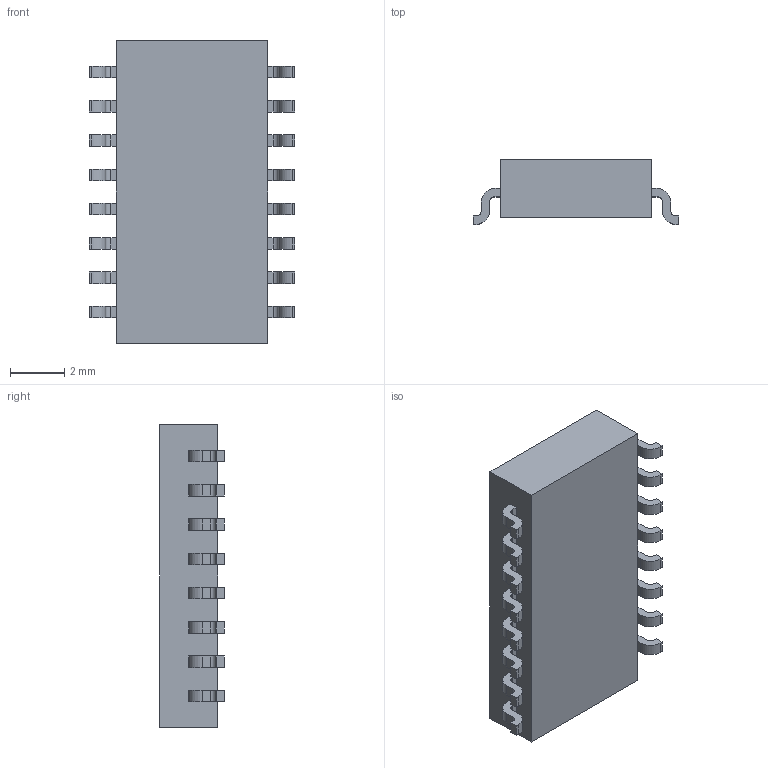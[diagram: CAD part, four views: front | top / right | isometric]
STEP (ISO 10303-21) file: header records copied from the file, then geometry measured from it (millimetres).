
FILE_DESCRIPTION (( 'STEP AP214' ), '1' );
FILE_NAME ('4816P-1-103.STEP', '2023-05-03T23:23:14', ( '' ), ( '' ), 'SwSTEP 2.0', 'SolidWorks 2021', '' );
FILE_SCHEMA (( 'AUTOMOTIVE_DESIGN' ));
Length unit declared in the file: millimetre
Products named in the file (1): 4816P-1-103
Bounding box: 7.62 x 2.4 x 11.18 mm (x, y, z)
Volume: 138 mm3; surface area: 243.4 mm2
Topology: 18 solids, 18 shells, 237 faces, 600 edges, 400 vertices
Faces by surface type: plane 169, cylinder 68
Entity records: 7297 total; most frequent: CARTESIAN_POINT 1238, DIRECTION 1212, ORIENTED_EDGE 1200, EDGE_CURVE 600, VECTOR 464, LINE 464, VERTEX_POINT 400, AXIS2_PLACEMENT_3D 374
